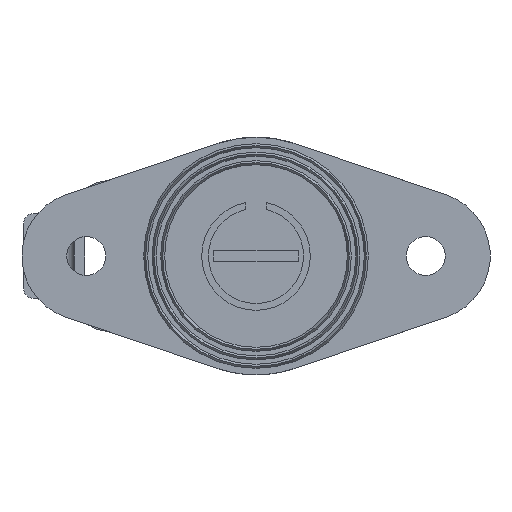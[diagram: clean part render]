
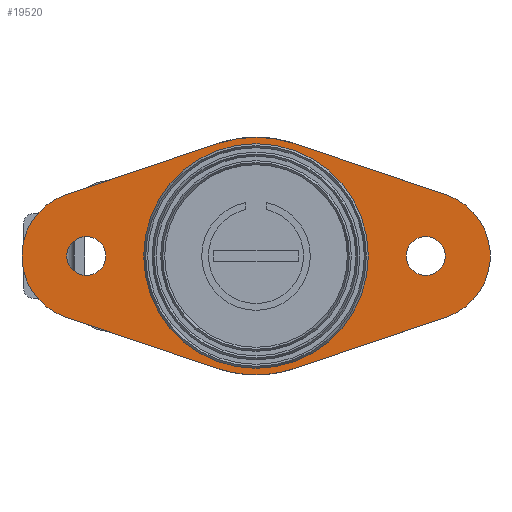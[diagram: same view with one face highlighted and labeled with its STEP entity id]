
A CAD part, front view. The second image highlights one B-rep face of the part: STEP entity #19520.
In plain terms, the highlighted planar face has unit normal (0, -1, 0).
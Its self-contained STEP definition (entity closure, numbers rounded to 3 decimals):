
#322 = AXIS2_PLACEMENT_3D ( 'NONE', #1927, #1928, #1929 ) ;
#328 = AXIS2_PLACEMENT_3D ( 'NONE', #2028, #2030, #2031 ) ;
#338 = AXIS2_PLACEMENT_3D ( 'NONE', #2921, #2924, #2925 ) ;
#485 = AXIS2_PLACEMENT_3D ( 'NONE', #8726, #8729, #8730 ) ;
#497 = AXIS2_PLACEMENT_3D ( 'NONE', #8789, #8799, #8800 ) ;
#677 = AXIS2_PLACEMENT_3D ( 'NONE', #13028, #13036, #13037 ) ;
#1156 = AXIS2_PLACEMENT_3D ( 'NONE', #18051, #18056, #18057 ) ;
#1164 = AXIS2_PLACEMENT_3D ( 'NONE', #18112, #18113, #18114 ) ;
#1174 = AXIS2_PLACEMENT_3D ( 'NONE', #18045, #18060, #18061 ) ;
#1190 = AXIS2_PLACEMENT_3D ( 'NONE', #18245, #18251, #18252 ) ;
#1193 = AXIS2_PLACEMENT_3D ( 'NONE', #18250, #18278, #18279 ) ;
#1197 = AXIS2_PLACEMENT_3D ( 'NONE', #18346, #18380, #18381 ) ;
#1927 = CARTESIAN_POINT ( 'NONE',  ( 0., 0., 0. ) ) ;
#1928 = DIRECTION ( 'NONE',  ( 0., 1., 0. ) ) ;
#1929 = DIRECTION ( 'NONE',  ( 0., 0., 1. ) ) ;
#1998 = CARTESIAN_POINT ( 'NONE',  ( 11.2, 0., -33.16 ) ) ;
#2022 = DIRECTION ( 'NONE',  ( -0.947, 0., -0.32 ) ) ;
#2028 = CARTESIAN_POINT ( 'NONE',  ( -50., 0., 0. ) ) ;
#2030 = DIRECTION ( 'NONE',  ( 0., 1., 0. ) ) ;
#2031 = DIRECTION ( 'NONE',  ( 0., 0., 1. ) ) ;
#2272 = CARTESIAN_POINT ( 'NONE',  ( 0., 0., 33.085 ) ) ;
#2273 = CARTESIAN_POINT ( 'NONE',  ( 0., 0., -33.085 ) ) ;
#2412 = CARTESIAN_POINT ( 'NONE',  ( -11.2, 0., -33.16 ) ) ;
#2413 = CARTESIAN_POINT ( 'NONE',  ( 0., 0., -35. ) ) ;
#2419 = CARTESIAN_POINT ( 'NONE',  ( -50., 0., -5.75 ) ) ;
#2420 = CARTESIAN_POINT ( 'NONE',  ( -50., 0., 5.75 ) ) ;
#2423 = CARTESIAN_POINT ( 'NONE',  ( 50., 0., -5.75 ) ) ;
#2424 = CARTESIAN_POINT ( 'NONE',  ( 50., 0., 5.75 ) ) ;
#2542 = CARTESIAN_POINT ( 'NONE',  ( 11.2, 0., 33.16 ) ) ;
#2543 = DIRECTION ( 'NONE',  ( 0.947, 0., -0.32 ) ) ;
#2592 = EDGE_CURVE ( 'NONE', #10938, #10935, #19184, .T. ) ;
#2683 = EDGE_CURVE ( 'NONE', #10940, #10928, #19063, .T. ) ;
#2704 = EDGE_CURVE ( 'NONE', #4248, #4247, #19182, .T. ) ;
#2921 = CARTESIAN_POINT ( 'NONE',  ( 0., 0., 0. ) ) ;
#2924 = DIRECTION ( 'NONE',  ( 0., -1., 0. ) ) ;
#2925 = DIRECTION ( 'NONE',  ( 0., 0., -1. ) ) ;
#4080 = VERTEX_POINT ( 'NONE', #2272 ) ;
#4081 = VERTEX_POINT ( 'NONE', #2273 ) ;
#4240 = VERTEX_POINT ( 'NONE', #2412 ) ;
#4241 = VERTEX_POINT ( 'NONE', #2413 ) ;
#4247 = VERTEX_POINT ( 'NONE', #2419 ) ;
#4248 = VERTEX_POINT ( 'NONE', #2420 ) ;
#4251 = VERTEX_POINT ( 'NONE', #2423 ) ;
#4252 = VERTEX_POINT ( 'NONE', #2424 ) ;
#4312 = EDGE_CURVE ( 'NONE', #10935, #10933, #19301, .T. ) ;
#4342 = EDGE_CURVE ( 'NONE', #4081, #4080, #19186, .T. ) ;
#6031 = CARTESIAN_POINT ( 'NONE',  ( 11.2, 0., 33.16 ) ) ;
#6040 = CARTESIAN_POINT ( 'NONE',  ( 11.2, 0., -33.16 ) ) ;
#6041 = CARTESIAN_POINT ( 'NONE',  ( -56.08, 0., -18.001 ) ) ;
#6044 = CARTESIAN_POINT ( 'NONE',  ( -56.08, 0., 18.001 ) ) ;
#6047 = CARTESIAN_POINT ( 'NONE',  ( 56.08, 0., 18.001 ) ) ;
#6053 = CARTESIAN_POINT ( 'NONE',  ( -11.2, 0., 33.16 ) ) ;
#6055 = CARTESIAN_POINT ( 'NONE',  ( 56.08, 0., -18.001 ) ) ;
#6685 = LINE ( 'NONE', #7576, #6686 ) ;
#6686 = VECTOR ( 'NONE', #7577, 1000. ) ;
#6878 = CIRCLE ( 'NONE', #485, 35. ) ;
#6903 = CIRCLE ( 'NONE', #497, 5.75 ) ;
#6919 = LINE ( 'NONE', #8978, #6920 ) ;
#6920 = VECTOR ( 'NONE', #8979, 1000. ) ;
#7238 = FACE_BOUND ( 'NONE', #16914, .T. ) ;
#7249 = FACE_BOUND ( 'NONE', #16952, .T. ) ;
#7251 = FACE_OUTER_BOUND ( 'NONE', #16420, .T. ) ;
#7253 = FACE_BOUND ( 'NONE', #16920, .T. ) ;
#7576 = CARTESIAN_POINT ( 'NONE',  ( -56.08, 0., -18.001 ) ) ;
#7577 = DIRECTION ( 'NONE',  ( -0.947, 0., 0.32 ) ) ;
#8726 = CARTESIAN_POINT ( 'NONE',  ( 0., 0., 0. ) ) ;
#8729 = DIRECTION ( 'NONE',  ( 0., 1., 0. ) ) ;
#8730 = DIRECTION ( 'NONE',  ( 0., 0., 1. ) ) ;
#8789 = CARTESIAN_POINT ( 'NONE',  ( -50., 0., 0. ) ) ;
#8799 = DIRECTION ( 'NONE',  ( 0., 1., 0. ) ) ;
#8800 = DIRECTION ( 'NONE',  ( 0., 0., 1. ) ) ;
#8978 = CARTESIAN_POINT ( 'NONE',  ( -56.08, 0., 18.001 ) ) ;
#8979 = DIRECTION ( 'NONE',  ( 0.947, 0., 0.32 ) ) ;
#10928 = VERTEX_POINT ( 'NONE', #6040 ) ;
#10929 = VERTEX_POINT ( 'NONE', #6041 ) ;
#10931 = VERTEX_POINT ( 'NONE', #6044 ) ;
#10933 = VERTEX_POINT ( 'NONE', #6047 ) ;
#10935 = VERTEX_POINT ( 'NONE', #6031 ) ;
#10938 = VERTEX_POINT ( 'NONE', #6053 ) ;
#10940 = VERTEX_POINT ( 'NONE', #6055 ) ;
#12968 = PLANE ( 'NONE',  #677 ) ;
#13028 = CARTESIAN_POINT ( 'NONE',  ( 50., 0., 0. ) ) ;
#13036 = DIRECTION ( 'NONE',  ( 0., 1., 0. ) ) ;
#13037 = DIRECTION ( 'NONE',  ( 0., 0., 1. ) ) ;
#16328 = EDGE_CURVE ( 'NONE', #4240, #10929, #6685, .T. ) ;
#16420 = EDGE_LOOP ( 'NONE', ( #17566, #17734, #17783, #17187, #17602, #17226, #17541, #17627, #17231 ) ) ;
#16914 = EDGE_LOOP ( 'NONE', ( #17294, #17680 ) ) ;
#16920 = EDGE_LOOP ( 'NONE', ( #17372, #17511 ) ) ;
#16952 = EDGE_LOOP ( 'NONE', ( #17801, #17778 ) ) ;
#17187 = ORIENTED_EDGE ( 'NONE', *, *, #19051, .F. ) ;
#17226 = ORIENTED_EDGE ( 'NONE', *, *, #16328, .F. ) ;
#17231 = ORIENTED_EDGE ( 'NONE', *, *, #2683, .F. ) ;
#17294 = ORIENTED_EDGE ( 'NONE', *, *, #19798, .F. ) ;
#17372 = ORIENTED_EDGE ( 'NONE', *, *, #19773, .T. ) ;
#17511 = ORIENTED_EDGE ( 'NONE', *, *, #19804, .T. ) ;
#17541 = ORIENTED_EDGE ( 'NONE', *, *, #19013, .F. ) ;
#17566 = ORIENTED_EDGE ( 'NONE', *, *, #19755, .F. ) ;
#17602 = ORIENTED_EDGE ( 'NONE', *, *, #19753, .F. ) ;
#17627 = ORIENTED_EDGE ( 'NONE', *, *, #19830, .F. ) ;
#17680 = ORIENTED_EDGE ( 'NONE', *, *, #4342, .F. ) ;
#17734 = ORIENTED_EDGE ( 'NONE', *, *, #4312, .F. ) ;
#17778 = ORIENTED_EDGE ( 'NONE', *, *, #2704, .T. ) ;
#17783 = ORIENTED_EDGE ( 'NONE', *, *, #2592, .F. ) ;
#17801 = ORIENTED_EDGE ( 'NONE', *, *, #19031, .T. ) ;
#17869 = CIRCLE ( 'NONE', #1156, 19. ) ;
#17872 = CIRCLE ( 'NONE', #1174, 19. ) ;
#17898 = CIRCLE ( 'NONE', #1164, 5.75 ) ;
#17927 = CIRCLE ( 'NONE', #1190, 33.085 ) ;
#17935 = CIRCLE ( 'NONE', #1193, 5.75 ) ;
#17971 = CIRCLE ( 'NONE', #1197, 35. ) ;
#18045 = CARTESIAN_POINT ( 'NONE',  ( 50., 0., 0. ) ) ;
#18051 = CARTESIAN_POINT ( 'NONE',  ( -50., 0., 0. ) ) ;
#18056 = DIRECTION ( 'NONE',  ( 0., 1., 0. ) ) ;
#18057 = DIRECTION ( 'NONE',  ( 0., 0., 1. ) ) ;
#18060 = DIRECTION ( 'NONE',  ( 0., 1., 0. ) ) ;
#18061 = DIRECTION ( 'NONE',  ( 0., 0., 1. ) ) ;
#18112 = CARTESIAN_POINT ( 'NONE',  ( 50., 0., 0. ) ) ;
#18113 = DIRECTION ( 'NONE',  ( 0., 1., 0. ) ) ;
#18114 = DIRECTION ( 'NONE',  ( 0., 0., 1. ) ) ;
#18245 = CARTESIAN_POINT ( 'NONE',  ( 0., 0., 0. ) ) ;
#18250 = CARTESIAN_POINT ( 'NONE',  ( 50., 0., 0. ) ) ;
#18251 = DIRECTION ( 'NONE',  ( 0., -1., 0. ) ) ;
#18252 = DIRECTION ( 'NONE',  ( 0., 0., -1. ) ) ;
#18278 = DIRECTION ( 'NONE',  ( 0., 1., 0. ) ) ;
#18279 = DIRECTION ( 'NONE',  ( 0., 0., 1. ) ) ;
#18346 = CARTESIAN_POINT ( 'NONE',  ( 0., 0., 0. ) ) ;
#18380 = DIRECTION ( 'NONE',  ( 0., 1., 0. ) ) ;
#18381 = DIRECTION ( 'NONE',  ( 0., 0., 1. ) ) ;
#19013 = EDGE_CURVE ( 'NONE', #4241, #4240, #6878, .T. ) ;
#19031 = EDGE_CURVE ( 'NONE', #4247, #4248, #6903, .T. ) ;
#19051 = EDGE_CURVE ( 'NONE', #10931, #10938, #6919, .T. ) ;
#19063 = LINE ( 'NONE', #1998, #19276 ) ;
#19182 = CIRCLE ( 'NONE', #328, 5.75 ) ;
#19184 = CIRCLE ( 'NONE', #322, 35. ) ;
#19186 = CIRCLE ( 'NONE', #338, 33.085 ) ;
#19262 = VECTOR ( 'NONE', #2543, 1000. ) ;
#19276 = VECTOR ( 'NONE', #2022, 1000. ) ;
#19301 = LINE ( 'NONE', #2542, #19262 ) ;
#19520 = ADVANCED_FACE ( 'NONE', ( #7238, #7249, #7251, #7253 ), #12968, .F. ) ;
#19753 = EDGE_CURVE ( 'NONE', #10929, #10931, #17869, .T. ) ;
#19755 = EDGE_CURVE ( 'NONE', #10933, #10940, #17872, .T. ) ;
#19773 = EDGE_CURVE ( 'NONE', #4251, #4252, #17898, .T. ) ;
#19798 = EDGE_CURVE ( 'NONE', #4080, #4081, #17927, .T. ) ;
#19804 = EDGE_CURVE ( 'NONE', #4252, #4251, #17935, .T. ) ;
#19830 = EDGE_CURVE ( 'NONE', #10928, #4241, #17971, .T. ) ;
